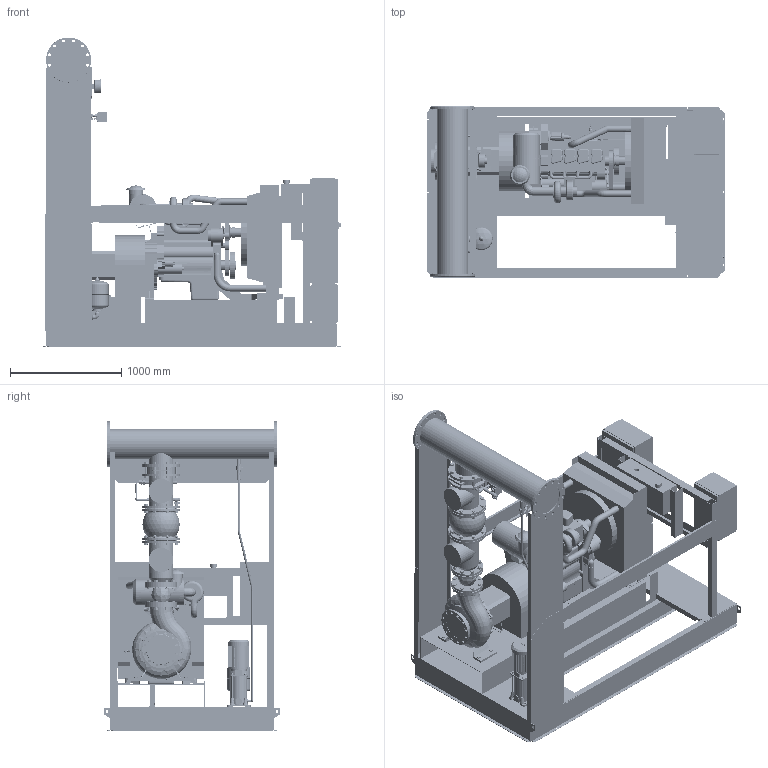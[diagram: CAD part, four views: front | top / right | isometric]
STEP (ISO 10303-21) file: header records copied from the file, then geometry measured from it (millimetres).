
FILE_DESCRIPTION((''),'2;1');
FILE_NAME('3d_Sifire-EN-150_315-291-246_1.5DJ-4183925.stp','2015-05-26T10:21:24',(''),(''),'Mechanical Desktop 2009','Mechanical Desktop 2009',', , ');
FILE_SCHEMA(('CONFIG_CONTROL_DESIGN'));
Length unit declared in the file: millimetre
Products named in the file (1): Product
Bounding box: 2685.5 x 1582 x 2778.5 mm (x, y, z)
Volume: 936709461.4 mm3; surface area: 52820819.6 mm2
Topology: 219 solids, 219 shells, 5650 faces, 13743 edges, 8673 vertices
Faces by surface type: plane 2157, bspline 1447, cylinder 1268, cone 580, torus 168, sphere 30
Entity records: 181891 total; most frequent: CARTESIAN_POINT 55533, ORIENTED_EDGE 27382, DIRECTION 24586, EDGE_CURVE 13691, VERTEX_POINT 8672, AXIS2_PLACEMENT_3D 8568, VECTOR 7450, LINE 7450
